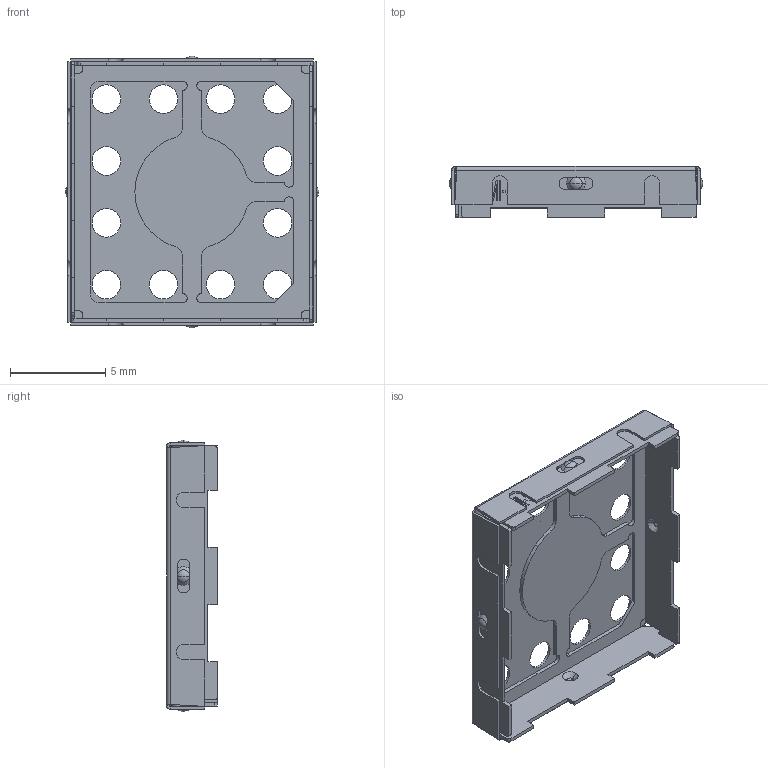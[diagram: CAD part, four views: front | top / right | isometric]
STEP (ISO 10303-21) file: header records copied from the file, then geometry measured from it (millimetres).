
FILE_DESCRIPTION((''),'2;1');
FILE_NAME('BMIS-201A_ASM','2020-06-25T10:21:56',('Tim.Wrona'),('LAIRD'),'CREO PARAMETRIC BY PTC INC, 2018020','CREO PARAMETRIC BY PTC INC, 2018020','');
FILE_SCHEMA(('AUTOMOTIVE_DESIGN { 1 0 10303 214 1 1 1 1 }'));
Length unit declared in the file: millimetre
Products named in the file (3): BMI-S-201-F; BMI-S-201-C; BMIS-201A_ASM
Assembly tree (2 placements, depth 2):
  BMIS-201A_ASM
    BMI-S-201-F
    BMI-S-201-C
Bounding box: 13.31 x 2.67 x 14.27 mm (x, y, z)
Volume: 69.6 mm3; surface area: 926.6 mm2
Topology: 2 solids, 2 shells, 975 faces, 2709 edges, 1774 vertices
Faces by surface type: plane 797, cylinder 113, bspline 33, cone 16, sphere 16
Entity records: 36946 total; most frequent: CARTESIAN_POINT 6724, ORIENTED_EDGE 5386, DIRECTION 4830, EDGE_CURVE 2693, VECTOR 2393, LINE 2393, VERTEX_POINT 1774, PRESENTATION_STYLE_ASSIGNMENT 1427
